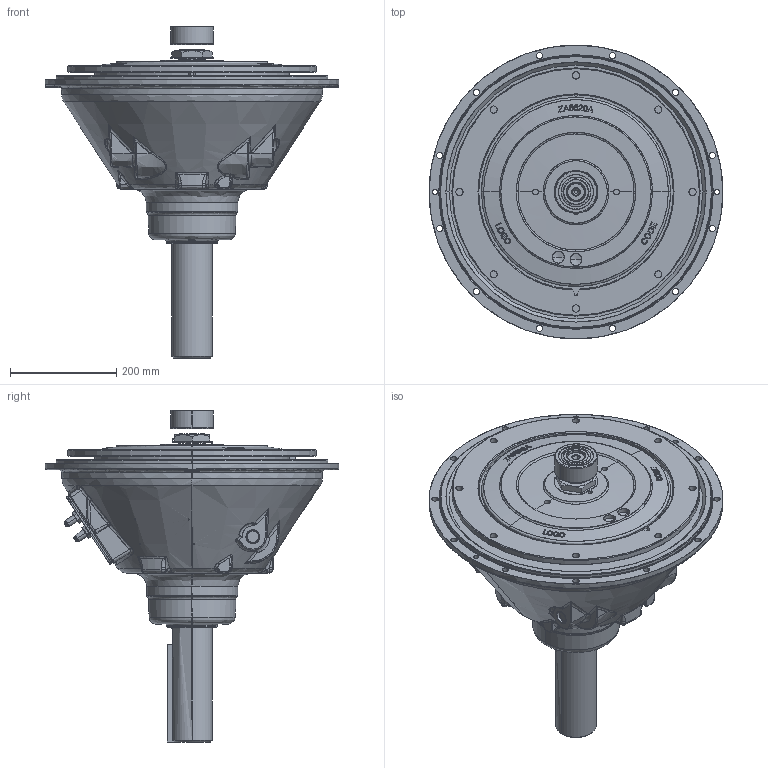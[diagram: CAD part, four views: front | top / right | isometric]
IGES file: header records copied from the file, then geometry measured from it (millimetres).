
Start section: SolidWorks IGES file using analytic representation for surfaces
Global section: file name:  1030488A.igs; native system: SolidWorks 2021; preprocessor: SolidWorks 2021; author: PDMBatchService; date: 240828.194259; units: millimetre
Bounding box: 552.45 x 552.45 x 624.09 mm (x, y, z)
Surface area: 1277128.2 mm2 (no closed solid volume)
Topology: 0 solids, 0 shells, 906 faces, 15715 edges, 15683 vertices
Faces by surface type: bspline 563, revolution 343
